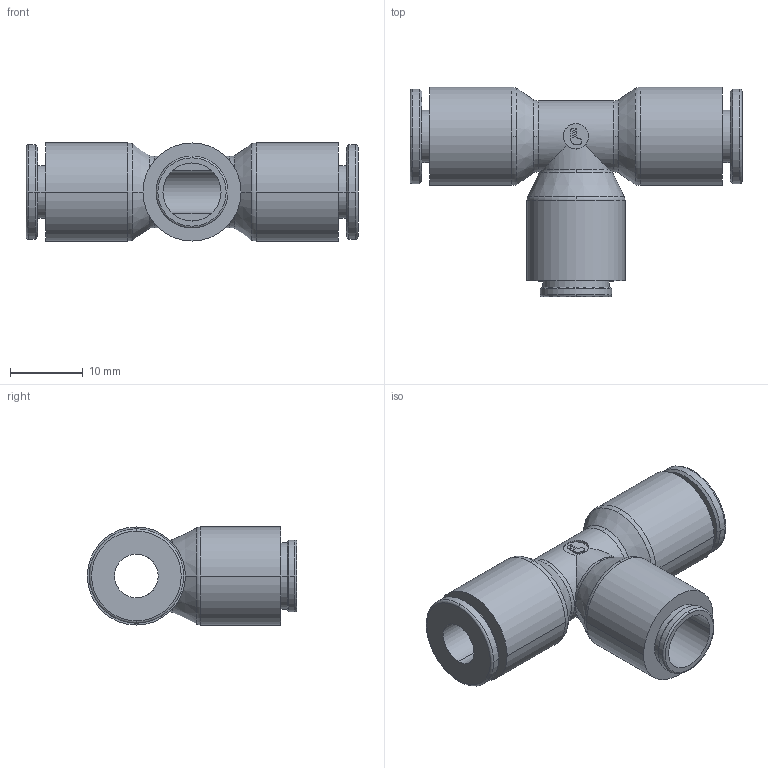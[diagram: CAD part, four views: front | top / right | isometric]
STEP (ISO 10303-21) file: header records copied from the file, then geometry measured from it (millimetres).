
FILE_DESCRIPTION(('STEP AP214'),'1');
FILE_NAME('3104_06_08.stp','2016-07-07T14:57:40',('TraceParts'),('TraceParts S.A.'),'Spatial InterOp 3D',' ',' ');
FILE_SCHEMA(('automotive_design'));
Length unit declared in the file: millimetre
Products named in the file (1): 1
Bounding box: 45.7 x 28.8 x 13.5 mm (x, y, z)
Volume: 5251.5 mm3; surface area: 4430.6 mm2
Topology: 1 solids, 1 shells, 93 faces, 244 edges, 161 vertices
Faces by surface type: cylinder 35, plane 28, torus 18, cone 12
Entity records: 3286 total; most frequent: CARTESIAN_POINT 847, DIRECTION 562, ORIENTED_EDGE 488, EDGE_CURVE 244, AXIS2_PLACEMENT_3D 237, VERTEX_POINT 161, CIRCLE 139, EDGE_LOOP 105
